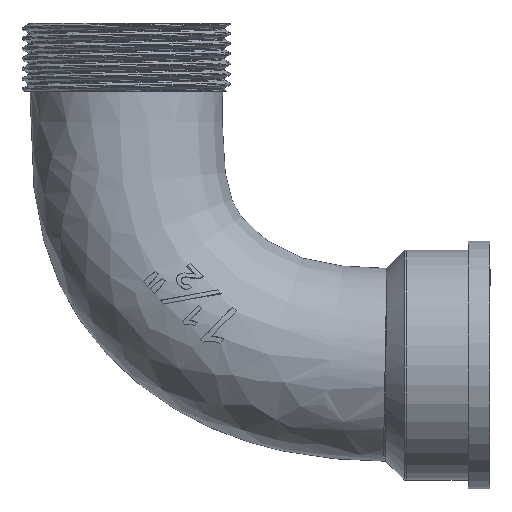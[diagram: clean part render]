
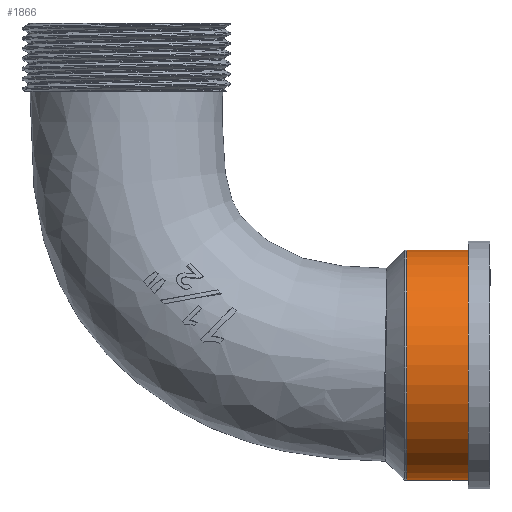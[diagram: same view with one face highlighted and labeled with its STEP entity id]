
A CAD part, top view. The second image highlights one B-rep face of the part: STEP entity #1866.
In plain terms, the highlighted cylindrical face has radius 26.25 mm (diameter 52.5 mm), a full revolution.
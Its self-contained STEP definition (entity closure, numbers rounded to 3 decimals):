
#152=FACE_OUTER_BOUND('',#267,.T.);
#267=EDGE_LOOP('',(#1375,#1376,#1377,#1378));
#373=CIRCLE('',#1997,26.25);
#374=CIRCLE('',#1999,26.25);
#597=LINE('',#7768,#676);
#676=VECTOR('',#2107,26.25);
#801=VERTEX_POINT('',#7762);
#802=VERTEX_POINT('',#7766);
#1023=EDGE_CURVE('',#801,#801,#373,.T.);
#1025=EDGE_CURVE('',#802,#802,#374,.T.);
#1026=EDGE_CURVE('',#802,#801,#597,.T.);
#1375=ORIENTED_EDGE('',*,*,#1025,.F.);
#1376=ORIENTED_EDGE('',*,*,#1026,.T.);
#1377=ORIENTED_EDGE('',*,*,#1023,.T.);
#1378=ORIENTED_EDGE('',*,*,#1026,.F.);
#1833=CYLINDRICAL_SURFACE('',#1998,26.25);
#1866=ADVANCED_FACE('',(#152),#1833,.T.);
#1997=AXIS2_PLACEMENT_3D('',#7763,#2100,#2101);
#1998=AXIS2_PLACEMENT_3D('',#7765,#2103,#2104);
#1999=AXIS2_PLACEMENT_3D('',#7767,#2105,#2106);
#2100=DIRECTION('center_axis',(1.,0.,0.));
#2101=DIRECTION('ref_axis',(0.,1.,0.));
#2103=DIRECTION('center_axis',(1.,0.,0.));
#2104=DIRECTION('ref_axis',(0.,1.,0.));
#2105=DIRECTION('center_axis',(1.,0.,0.));
#2106=DIRECTION('ref_axis',(0.,1.,0.));
#2107=DIRECTION('',(-1.,0.,0.));
#7762=CARTESIAN_POINT('',(-19.,-104.25,0.));
#7763=CARTESIAN_POINT('Origin',(-19.,-78.,0.));
#7765=CARTESIAN_POINT('Origin',(-23.5,-78.,0.));
#7766=CARTESIAN_POINT('',(-5.,-104.25,0.));
#7767=CARTESIAN_POINT('Origin',(-5.,-78.,0.));
#7768=CARTESIAN_POINT('',(-23.5,-104.25,0.));
